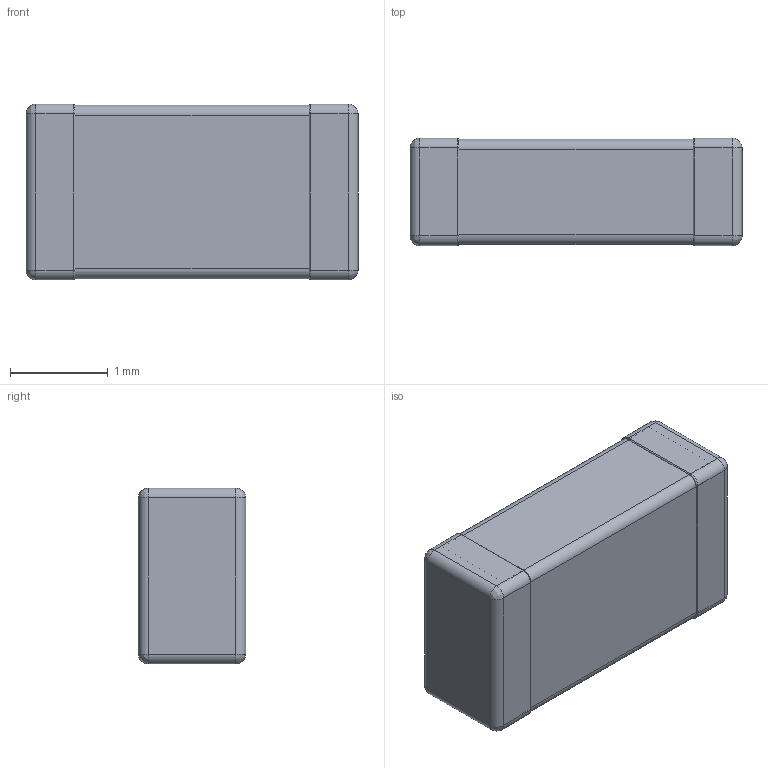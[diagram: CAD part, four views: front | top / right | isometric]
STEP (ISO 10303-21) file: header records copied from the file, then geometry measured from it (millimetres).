
FILE_DESCRIPTION (( 'STEP AP214' ), '1' );
FILE_NAME ('c1206.STEP', '2024-03-18T13:29:43', ( '' ), ( '' ), 'SwSTEP 2.0', 'SolidWorks 2022', '' );
FILE_SCHEMA (( 'AUTOMOTIVE_DESIGN' ));
Length unit declared in the file: millimetre
Products named in the file (1): c1206
Bounding box: 3.4 x 1.1 x 1.8 mm (x, y, z)
Volume: 6.5 mm3; surface area: 38 mm2
Topology: 3 solids, 3 shells, 110 faces, 248 edges, 120 vertices
Faces by surface type: cylinder 52, bspline 32, plane 26
Entity records: 4534 total; most frequent: CARTESIAN_POINT 1103, DIRECTION 454, ORIENTED_EDGE 448, EDGE_CURVE 224, AXIS2_PLACEMENT_3D 175, VERTEX_POINT 120, UNCERTAINTY_MEASURE_WITH_UNIT 115, COLOUR_RGB 114
